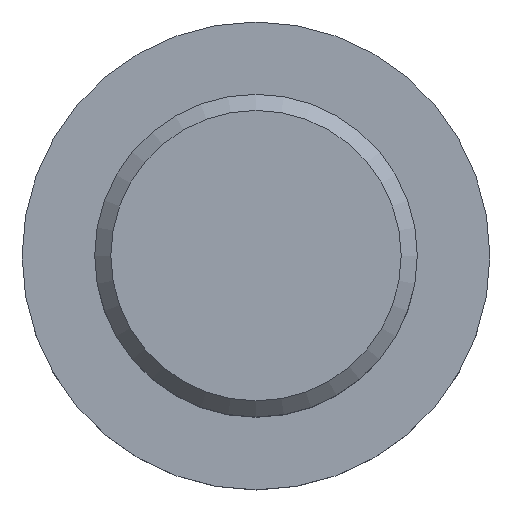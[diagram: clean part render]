
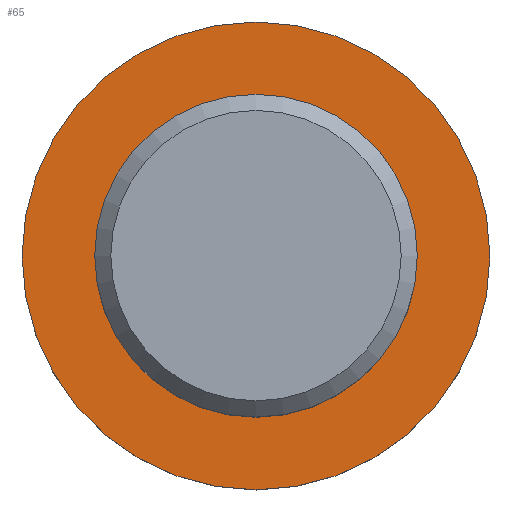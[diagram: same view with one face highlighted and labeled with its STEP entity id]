
A CAD part, top view. The second image highlights one B-rep face of the part: STEP entity #65.
In plain terms, the highlighted planar face has unit normal (0, 0, 1).
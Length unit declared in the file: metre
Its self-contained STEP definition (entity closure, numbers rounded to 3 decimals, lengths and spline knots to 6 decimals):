
#13=PLANE('',#88);
#20=ORIENTED_EDGE('',*,*,#27,.F.);
#21=ORIENTED_EDGE('',*,*,#28,.T.);
#27=EDGE_CURVE('',#32,#32,#37,.T.);
#28=EDGE_CURVE('',#33,#33,#38,.T.);
#32=VERTEX_POINT('',#122);
#33=VERTEX_POINT('',#125);
#37=CIRCLE('',#84,0.002);
#38=CIRCLE('',#86,0.0029);
#45=EDGE_LOOP('',(#20));
#46=EDGE_LOOP('',(#21));
#55=FACE_BOUND('',#45,.T.);
#56=FACE_BOUND('',#46,.T.);
#65=ADVANCED_FACE('',(#55,#56),#13,.T.);
#84=AXIS2_PLACEMENT_3D('',#121,#99,#100);
#86=AXIS2_PLACEMENT_3D('',#124,#103,#104);
#88=AXIS2_PLACEMENT_3D('',#128,#107,#108);
#99=DIRECTION('',(0.,0.,1.));
#100=DIRECTION('',(1.,0.,0.));
#103=DIRECTION('',(0.,0.,1.));
#104=DIRECTION('',(1.,0.,0.));
#107=DIRECTION('',(0.,0.,1.));
#108=DIRECTION('',(1.,0.,0.));
#121=CARTESIAN_POINT('',(0.223913,0.104533,0.001));
#122=CARTESIAN_POINT('',(0.225913,0.104533,0.001));
#124=CARTESIAN_POINT('',(0.223913,0.104533,0.001));
#125=CARTESIAN_POINT('',(0.226813,0.104533,0.001));
#128=CARTESIAN_POINT('',(0.223913,0.104533,0.001));
